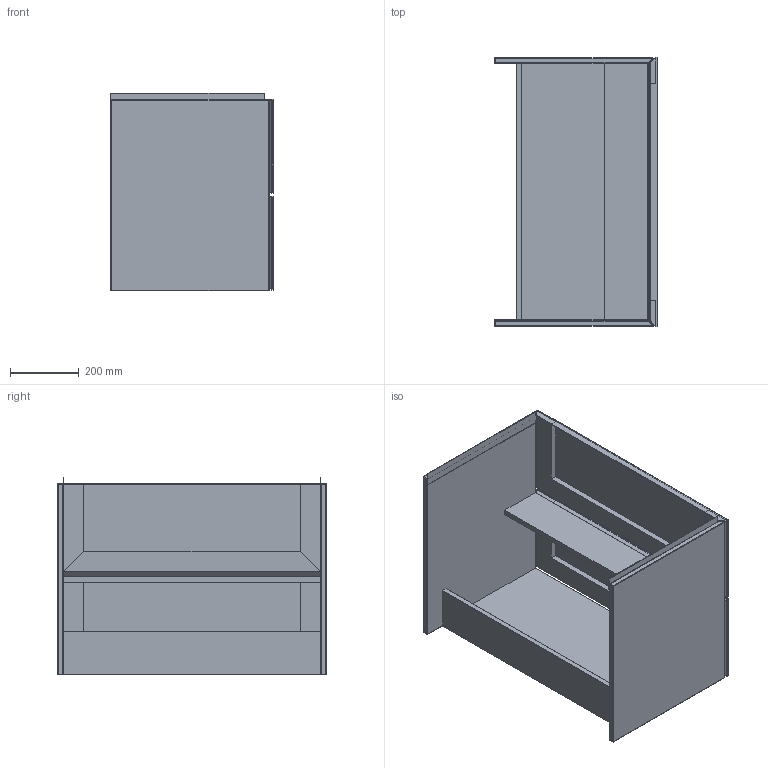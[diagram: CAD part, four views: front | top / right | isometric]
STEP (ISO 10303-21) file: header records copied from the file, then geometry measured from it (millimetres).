
FILE_DESCRIPTION(('CATIA V6 STEP','CAx-IF Rec.Pracs.--- Model Styling and Organization---1.5--- 2016-08-15','CAx-IF Rec.Pracs.---Supplemental Geometry---1.0---2011-11-01','CAx-IF Rec.Pracs.--- Composite Materials ---3.4---2017-06-13','CAx-IF Rec.Pracs.---Tessellated 3D Geometry---1.0---2015-12-17'),'2;1');
FILE_NAME('prd-HG-00308459.stp','2022-11-17T10:41:49+00:00',('none'),('none'),'3DEXPERIENCE Platform3DEXPERIENCE R2021x HotFix 8','3DEXPERIENCE Platform STEP AP242 v2','none');
FILE_SCHEMA(('AP242_MANAGED_MODEL_BASED_3D_ENGINEERING_MIM_LF {1 0 10303 442 1 1 4}'));
Length unit declared in the file: millimetre
Products named in the file (2): P-2_HG_Xevolos_E_WTU_MW_780_m.2SK_f.WT; P-2_ZUS_WXUT078
Assembly tree (1 placements, depth 2):
  P-2_HG_Xevolos_E_WTU_MW_780_m.2SK_f.WT
    P-2_ZUS_WXUT078
Bounding box: 472.3 x 782.4 x 574 mm (x, y, z)
Volume: 20030074.1 mm3; surface area: 3527727.4 mm2
Topology: 17 solids, 17 shells, 282 faces, 640 edges, 364 vertices
Faces by surface type: plane 164, cylinder 90, sphere 28
Entity records: 7999 total; most frequent: CARTESIAN_POINT 2004, ORIENTED_EDGE 1224, DIRECTION 1125, EDGE_CURVE 612, VECTOR 432, LINE 432, AXIS2_PLACEMENT_3D 411, VERTEX_POINT 364
